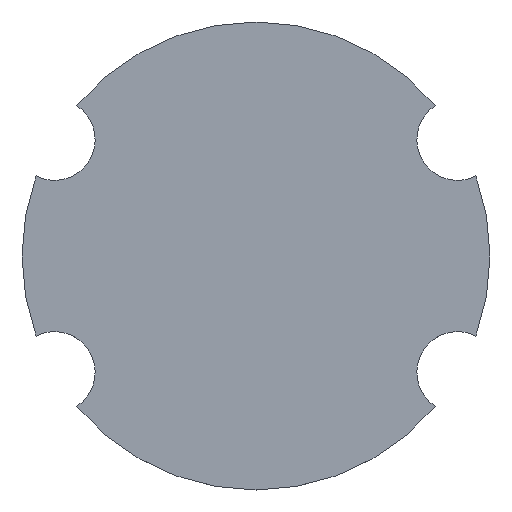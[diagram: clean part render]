
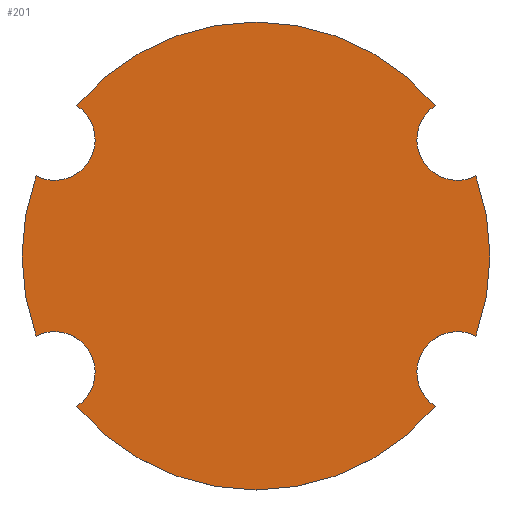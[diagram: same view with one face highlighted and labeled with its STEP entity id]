
A CAD part, top view. The second image highlights one B-rep face of the part: STEP entity #201.
In plain terms, the highlighted planar face has unit normal (0, 0, 1).
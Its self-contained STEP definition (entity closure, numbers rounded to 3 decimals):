
#43=PLANE('',#297);
#53=FACE_OUTER_BOUND('',#63,.T.);
#63=EDGE_LOOP('',(#169,#170,#171,#172,#173,#174,#175,#176));
#82=CIRCLE('',#275,8.);
#84=CIRCLE('',#278,46.);
#86=CIRCLE('',#281,8.);
#88=CIRCLE('',#284,46.);
#90=CIRCLE('',#287,8.);
#92=CIRCLE('',#290,46.);
#94=CIRCLE('',#293,8.);
#96=CIRCLE('',#296,46.);
#99=VERTEX_POINT('',#405);
#100=VERTEX_POINT('',#407);
#102=VERTEX_POINT('',#413);
#104=VERTEX_POINT('',#419);
#106=VERTEX_POINT('',#425);
#108=VERTEX_POINT('',#431);
#110=VERTEX_POINT('',#437);
#112=VERTEX_POINT('',#443);
#115=EDGE_CURVE('',#100,#99,#82,.T.);
#118=EDGE_CURVE('',#102,#100,#84,.T.);
#121=EDGE_CURVE('',#104,#102,#86,.T.);
#124=EDGE_CURVE('',#106,#104,#88,.T.);
#127=EDGE_CURVE('',#108,#106,#90,.T.);
#130=EDGE_CURVE('',#110,#108,#92,.T.);
#133=EDGE_CURVE('',#112,#110,#94,.T.);
#136=EDGE_CURVE('',#99,#112,#96,.T.);
#169=ORIENTED_EDGE('',*,*,#136,.T.);
#170=ORIENTED_EDGE('',*,*,#133,.T.);
#171=ORIENTED_EDGE('',*,*,#130,.T.);
#172=ORIENTED_EDGE('',*,*,#127,.T.);
#173=ORIENTED_EDGE('',*,*,#124,.T.);
#174=ORIENTED_EDGE('',*,*,#121,.T.);
#175=ORIENTED_EDGE('',*,*,#118,.T.);
#176=ORIENTED_EDGE('',*,*,#115,.T.);
#201=ADVANCED_FACE('',(#53),#43,.T.);
#275=AXIS2_PLACEMENT_3D('',#408,#320,#321);
#278=AXIS2_PLACEMENT_3D('',#414,#327,#328);
#281=AXIS2_PLACEMENT_3D('',#420,#334,#335);
#284=AXIS2_PLACEMENT_3D('',#426,#341,#342);
#287=AXIS2_PLACEMENT_3D('',#432,#348,#349);
#290=AXIS2_PLACEMENT_3D('',#438,#355,#356);
#293=AXIS2_PLACEMENT_3D('',#444,#362,#363);
#296=AXIS2_PLACEMENT_3D('',#448,#369,#370);
#297=AXIS2_PLACEMENT_3D('',#449,#371,#372);
#320=DIRECTION('center_axis',(0.,0.,-1.));
#321=DIRECTION('ref_axis',(-0.548,0.837,0.));
#327=DIRECTION('center_axis',(0.,0.,1.));
#328=DIRECTION('ref_axis',(0.94,-0.342,0.));
#334=DIRECTION('center_axis',(0.,0.,-1.));
#335=DIRECTION('ref_axis',(0.451,0.893,0.));
#341=DIRECTION('center_axis',(0.,0.,1.));
#342=DIRECTION('ref_axis',(-0.766,-0.643,0.));
#348=DIRECTION('center_axis',(0.,0.,-1.));
#349=DIRECTION('ref_axis',(0.548,-0.837,0.));
#355=DIRECTION('center_axis',(0.,0.,1.));
#356=DIRECTION('ref_axis',(-0.94,0.342,0.));
#362=DIRECTION('center_axis',(0.,0.,-1.));
#363=DIRECTION('ref_axis',(-0.451,-0.893,0.));
#369=DIRECTION('center_axis',(0.,0.,1.));
#370=DIRECTION('ref_axis',(0.766,0.643,0.));
#371=DIRECTION('center_axis',(0.,0.,1.));
#372=DIRECTION('ref_axis',(1.,0.,0.));
#405=CARTESIAN_POINT('',(84.191,75.568,1.5));
#407=CARTESIAN_POINT('',(92.178,61.734,1.5));
#408=CARTESIAN_POINT('Origin',(88.572,68.875,1.5));
#413=CARTESIAN_POINT('',(92.178,30.266,1.5));
#414=CARTESIAN_POINT('Origin',(48.952,46.,1.5));
#419=CARTESIAN_POINT('',(84.191,16.432,1.5));
#420=CARTESIAN_POINT('Origin',(88.572,23.125,1.5));
#425=CARTESIAN_POINT('',(13.714,16.432,1.5));
#426=CARTESIAN_POINT('Origin',(48.952,46.,1.5));
#431=CARTESIAN_POINT('',(5.727,30.266,1.5));
#432=CARTESIAN_POINT('Origin',(9.332,23.125,1.5));
#437=CARTESIAN_POINT('',(5.727,61.734,1.5));
#438=CARTESIAN_POINT('Origin',(48.952,46.,1.5));
#443=CARTESIAN_POINT('',(13.714,75.568,1.5));
#444=CARTESIAN_POINT('Origin',(9.332,68.875,1.5));
#448=CARTESIAN_POINT('Origin',(48.952,46.,1.5));
#449=CARTESIAN_POINT('Origin',(48.952,46.,1.5));
